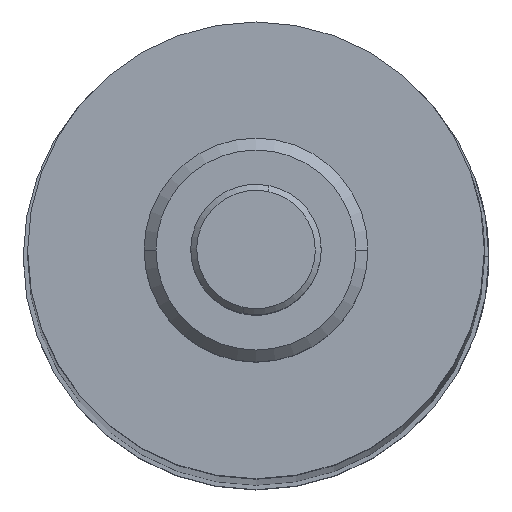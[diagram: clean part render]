
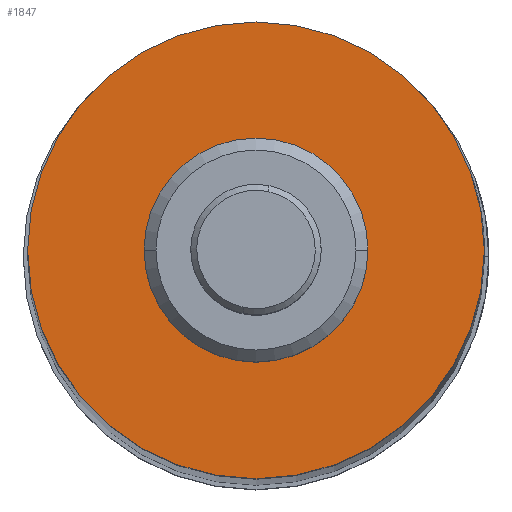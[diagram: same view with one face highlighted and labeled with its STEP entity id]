
A CAD part, top view. The second image highlights one B-rep face of the part: STEP entity #1847.
In plain terms, the highlighted planar face has unit normal (0, 0, 1).
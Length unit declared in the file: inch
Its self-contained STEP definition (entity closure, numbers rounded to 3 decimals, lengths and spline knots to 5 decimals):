
#14 = CARTESIAN_POINT ( 'NONE',  ( 0., 0., -0.88 ) ) ;
#52 = CARTESIAN_POINT ( 'NONE',  ( 0.373, 0., -0.88 ) ) ;
#91 = EDGE_CURVE ( 'NONE', #2468, #1522, #2222, .T. ) ;
#100 = ORIENTED_EDGE ( 'NONE', *, *, #1632, .T. ) ;
#194 = EDGE_LOOP ( 'NONE', ( #100, #1865 ) ) ;
#228 = DIRECTION ( 'NONE',  ( 1., 0., 0. ) ) ;
#246 = FACE_BOUND ( 'NONE', #1658, .T. ) ;
#291 = CARTESIAN_POINT ( 'NONE',  ( 0., 0., -0.88 ) ) ;
#464 = EDGE_CURVE ( 'NONE', #2484, #1387, #1379, .T. ) ;
#491 = DIRECTION ( 'NONE',  ( 1., 0., 0. ) ) ;
#616 = CARTESIAN_POINT ( 'NONE',  ( -0.765, 0., -0.88 ) ) ;
#639 = DIRECTION ( 'NONE',  ( -1., 0., 0. ) ) ;
#766 = CARTESIAN_POINT ( 'NONE',  ( 0., 0., -0.88 ) ) ;
#979 = DIRECTION ( 'NONE',  ( 1., 0., 0. ) ) ;
#1010 = AXIS2_PLACEMENT_3D ( 'NONE', #291, #1737, #491 ) ;
#1033 = CARTESIAN_POINT ( 'NONE',  ( 0., 0., -0.88 ) ) ;
#1034 = CARTESIAN_POINT ( 'NONE',  ( -0.373, 0., -0.88 ) ) ;
#1094 = AXIS2_PLACEMENT_3D ( 'NONE', #14, #1466, #228 ) ;
#1116 = DIRECTION ( 'NONE',  ( 1., 0., 0. ) ) ;
#1323 = ORIENTED_EDGE ( 'NONE', *, *, #464, .F. ) ;
#1338 = FACE_OUTER_BOUND ( 'NONE', #194, .T. ) ;
#1379 = CIRCLE ( 'NONE', #1094, 0.373 ) ;
#1387 = VERTEX_POINT ( 'NONE', #52 ) ;
#1440 = CIRCLE ( 'NONE', #2273, 0.765 ) ;
#1466 = DIRECTION ( 'NONE',  ( 0., 0., 1. ) ) ;
#1522 = VERTEX_POINT ( 'NONE', #2593 ) ;
#1632 = EDGE_CURVE ( 'NONE', #1522, #2468, #1440, .T. ) ;
#1658 = EDGE_LOOP ( 'NONE', ( #2271, #1323 ) ) ;
#1674 = CARTESIAN_POINT ( 'NONE',  ( 0., 0.373, -0.88 ) ) ;
#1737 = DIRECTION ( 'NONE',  ( 0., 0., 1. ) ) ;
#1847 = ADVANCED_FACE ( 'NONE', ( #246, #1338 ), #2284, .F. ) ;
#1865 = ORIENTED_EDGE ( 'NONE', *, *, #91, .T. ) ;
#1876 = DIRECTION ( 'NONE',  ( 0., 0., -1. ) ) ;
#2102 = EDGE_CURVE ( 'NONE', #1387, #2484, #2498, .T. ) ;
#2212 = DIRECTION ( 'NONE',  ( 0., 0., 1. ) ) ;
#2222 = CIRCLE ( 'NONE', #2306, 0.765 ) ;
#2271 = ORIENTED_EDGE ( 'NONE', *, *, #2102, .F. ) ;
#2273 = AXIS2_PLACEMENT_3D ( 'NONE', #766, #2212, #979 ) ;
#2284 = PLANE ( 'NONE',  #2629 ) ;
#2306 = AXIS2_PLACEMENT_3D ( 'NONE', #1033, #2350, #1116 ) ;
#2350 = DIRECTION ( 'NONE',  ( 0., 0., 1. ) ) ;
#2468 = VERTEX_POINT ( 'NONE', #616 ) ;
#2484 = VERTEX_POINT ( 'NONE', #1034 ) ;
#2498 = CIRCLE ( 'NONE', #1010, 0.373 ) ;
#2593 = CARTESIAN_POINT ( 'NONE',  ( 0.765, 0., -0.88 ) ) ;
#2629 = AXIS2_PLACEMENT_3D ( 'NONE', #1674, #1876, #639 ) ;
